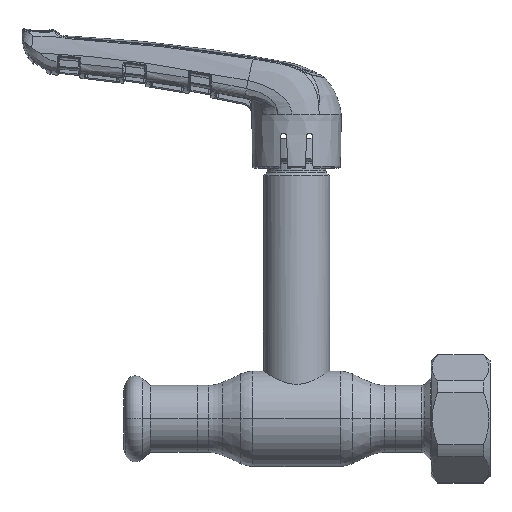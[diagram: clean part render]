
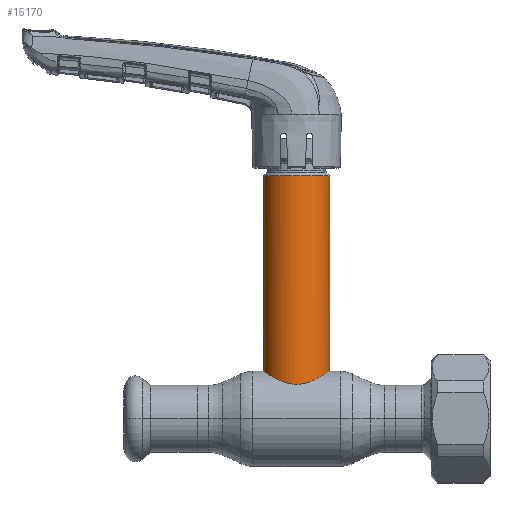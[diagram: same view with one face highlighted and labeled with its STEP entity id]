
A CAD part, top view. The second image highlights one B-rep face of the part: STEP entity #15170.
In plain terms, the highlighted cylindrical face has radius 9 mm (diameter 18 mm), a partial arc.
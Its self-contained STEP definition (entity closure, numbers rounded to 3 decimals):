
#896 = CARTESIAN_POINT ( 'NONE',  ( 4.79, 10.531, 7.625 ) ) ;
#1127 = CARTESIAN_POINT ( 'NONE',  ( 9., 13., 0.305 ) ) ;
#1753 = LINE ( 'NONE', #70944, #12999 ) ;
#2672 = AXIS2_PLACEMENT_3D ( 'NONE', #63563, #9117, #63804 ) ;
#5057 = CARTESIAN_POINT ( 'NONE',  ( -2.403, 9.68, 8.678 ) ) ;
#6554 = VERTEX_POINT ( 'NONE', #36906 ) ;
#8166 = CYLINDRICAL_SURFACE ( 'NONE', #54217, 9. ) ;
#8877 = EDGE_CURVE ( 'NONE', #14759, #19952, #35242, .T. ) ;
#9117 = DIRECTION ( 'NONE',  ( 0., -1., 0. ) ) ;
#10363 = CARTESIAN_POINT ( 'NONE',  ( -7.764, 12.174, 4.589 ) ) ;
#10602 = CARTESIAN_POINT ( 'NONE',  ( -1.526, 9.5, 8.875 ) ) ;
#11307 = CARTESIAN_POINT ( 'NONE',  ( 8.875, 12.914, 1.525 ) ) ;
#11538 = CARTESIAN_POINT ( 'NONE',  ( 5.496, 10.864, 7.15 ) ) ;
#12013 = CARTESIAN_POINT ( 'NONE',  ( -0.308, 9.381, 9. ) ) ;
#12525 = FACE_OUTER_BOUND ( 'NONE', #45404, .T. ) ;
#12999 = VECTOR ( 'NONE', #60361, 1000. ) ;
#14759 = VERTEX_POINT ( 'NONE', #58206 ) ;
#15170 = ADVANCED_FACE ( 'NONE', ( #12525 ), #8166, .T. ) ;
#15902 = CARTESIAN_POINT ( 'NONE',  ( -7.11, 11.768, 5.549 ) ) ;
#16161 = EDGE_CURVE ( 'NONE', #19952, #25356, #53739, .T. ) ;
#16977 = ORIENTED_EDGE ( 'NONE', *, *, #16161, .T. ) ;
#17097 = CARTESIAN_POINT ( 'NONE',  ( 9., 13., 0. ) ) ;
#18136 = CARTESIAN_POINT ( 'NONE',  ( -9., 0., 0. ) ) ;
#18374 = DIRECTION ( 'NONE',  ( 0., -1., 0. ) ) ;
#19278 = VECTOR ( 'NONE', #18374, 1000. ) ;
#19952 = VERTEX_POINT ( 'NONE', #21493 ) ;
#20559 = CARTESIAN_POINT ( 'NONE',  ( -9., 13., 0. ) ) ;
#21243 = CARTESIAN_POINT ( 'NONE',  ( -9., 13., 0.618 ) ) ;
#21484 = CARTESIAN_POINT ( 'NONE',  ( -5.494, 10.863, 7.151 ) ) ;
#21493 = CARTESIAN_POINT ( 'NONE',  ( -9., 66.219, 0. ) ) ;
#21716 = CARTESIAN_POINT ( 'NONE',  ( -9., 13., 0. ) ) ;
#22657 = CARTESIAN_POINT ( 'NONE',  ( -1.227, 9.456, 8.921 ) ) ;
#22887 = CARTESIAN_POINT ( 'NONE',  ( 1.215, 9.441, 8.938 ) ) ;
#25356 = VERTEX_POINT ( 'NONE', #20559 ) ;
#25896 = CARTESIAN_POINT ( 'NONE',  ( 0., 0., 0. ) ) ;
#26819 = CARTESIAN_POINT ( 'NONE',  ( -8.937, 12.956, 1.223 ) ) ;
#27047 = CARTESIAN_POINT ( 'NONE',  ( -4.552, 10.419, 7.785 ) ) ;
#28209 = CARTESIAN_POINT ( 'NONE',  ( 4.041, 10.212, 8.047 ) ) ;
#28443 = CARTESIAN_POINT ( 'NONE',  ( 7.597, 12.07, 4.835 ) ) ;
#28676 = CARTESIAN_POINT ( 'NONE',  ( 7.748, 12.166, 4.589 ) ) ;
#32305 = CARTESIAN_POINT ( 'NONE',  ( -8.51, 12.665, 2.988 ) ) ;
#32781 = CARTESIAN_POINT ( 'NONE',  ( -6.744, 11.549, 5.986 ) ) ;
#33738 = CARTESIAN_POINT ( 'NONE',  ( 4.547, 10.422, 7.772 ) ) ;
#34212 = CARTESIAN_POINT ( 'NONE',  ( 5.933, 11.095, 6.791 ) ) ;
#35242 = CIRCLE ( 'NONE', #2672, 9. ) ;
#36906 = CARTESIAN_POINT ( 'NONE',  ( 9., 13., 0. ) ) ;
#38060 = CARTESIAN_POINT ( 'NONE',  ( -3.249, 9.924, 8.398 ) ) ;
#38983 = CARTESIAN_POINT ( 'NONE',  ( 8.985, 12.989, 0.61 ) ) ;
#39108 = ORIENTED_EDGE ( 'NONE', *, *, #43061, .F. ) ;
#39667 = CARTESIAN_POINT ( 'NONE',  ( 2.405, 9.667, 8.694 ) ) ;
#43061 = EDGE_CURVE ( 'NONE', #14759, #6554, #1753, .T. ) ;
#43550 = CARTESIAN_POINT ( 'NONE',  ( -2.114, 9.612, 8.753 ) ) ;
#44493 = CARTESIAN_POINT ( 'NONE',  ( 8.159, 12.433, 3.81 ) ) ;
#44956 = CARTESIAN_POINT ( 'NONE',  ( 0.609, 9.381, 9. ) ) ;
#45404 = EDGE_LOOP ( 'NONE', ( #39108, #67163, #16977, #65929 ) ) ;
#47728 = DIRECTION ( 'NONE',  ( 0., -1., 0. ) ) ;
#50513 = CARTESIAN_POINT ( 'NONE',  ( 6.747, 11.55, 5.984 ) ) ;
#53739 = LINE ( 'NONE', #18136, #19278 ) ;
#54217 = AXIS2_PLACEMENT_3D ( 'NONE', #25896, #47728, #64850 ) ;
#54454 = CARTESIAN_POINT ( 'NONE',  ( -5.938, 11.097, 6.787 ) ) ;
#55412 = CARTESIAN_POINT ( 'NONE',  ( 8.691, 12.787, 2.417 ) ) ;
#55644 = CARTESIAN_POINT ( 'NONE',  ( 8.922, 12.946, 1.22 ) ) ;
#58206 = CARTESIAN_POINT ( 'NONE',  ( 9., 66.219, 0. ) ) ;
#60361 = DIRECTION ( 'NONE',  ( 0., -1., 0. ) ) ;
#61158 = CARTESIAN_POINT ( 'NONE',  ( 3.778, 10.11, 8.174 ) ) ;
#61388 = CARTESIAN_POINT ( 'NONE',  ( 2.969, 9.827, 8.516 ) ) ;
#61620 = CARTESIAN_POINT ( 'NONE',  ( -0.618, 9.396, 8.984 ) ) ;
#62859 = B_SPLINE_CURVE_WITH_KNOTS ( 'NONE', 3,
 ( #21716, #21243, #26819, #65289, #32305, #70800, #10363, #15902, #32781, #54454, #21484, #27047, #65521, #38060, #71035, #5057, #43550, #10602, #22657, #61620, #12013, #44956, #22887, #39667, #61388, #61158, #28209, #33738, #896, #11538, #34212, #50513, #66674, #28443, #28676, #67149, #44493, #66911, #55412, #11307, #55644, #38983, #1127, #17097 ),
 .UNSPECIFIED., .F., .F.,
 ( 4, 2, 2, 2, 2, 2, 2, 2, 2, 2, 2, 2, 2, 2, 2, 2, 2, 2, 2, 2, 2, 4 ),
 ( 0., 0.002, 0.004, 0.005, 0.007, 0.009, 0.011, 0.012, 0.013, 0.014, 0.015, 0.016, 0.018, 0.019, 0.02, 0.022, 0.024, 0.025, 0.026, 0.027, 0.028, 0.029 ),
 .UNSPECIFIED. ) ;
#63563 = CARTESIAN_POINT ( 'NONE',  ( 0., 66.219, 0. ) ) ;
#63804 = DIRECTION ( 'NONE',  ( -1., 0., 0. ) ) ;
#64511 = EDGE_CURVE ( 'NONE', #25356, #6554, #62859, .T. ) ;
#64850 = DIRECTION ( 'NONE',  ( -1., 0., 0. ) ) ;
#65289 = CARTESIAN_POINT ( 'NONE',  ( -8.694, 12.789, 2.406 ) ) ;
#65521 = CARTESIAN_POINT ( 'NONE',  ( -4.052, 10.206, 8.057 ) ) ;
#65929 = ORIENTED_EDGE ( 'NONE', *, *, #64511, .T. ) ;
#66674 = CARTESIAN_POINT ( 'NONE',  ( 7.112, 11.769, 5.546 ) ) ;
#66911 = CARTESIAN_POINT ( 'NONE',  ( 8.511, 12.665, 2.987 ) ) ;
#67149 = CARTESIAN_POINT ( 'NONE',  ( 8.029, 12.347, 4.077 ) ) ;
#67163 = ORIENTED_EDGE ( 'NONE', *, *, #8877, .T. ) ;
#70800 = CARTESIAN_POINT ( 'NONE',  ( -8.046, 12.358, 4.075 ) ) ;
#70944 = CARTESIAN_POINT ( 'NONE',  ( 9., 0., 0. ) ) ;
#71035 = CARTESIAN_POINT ( 'NONE',  ( -2.971, 9.836, 8.501 ) ) ;
